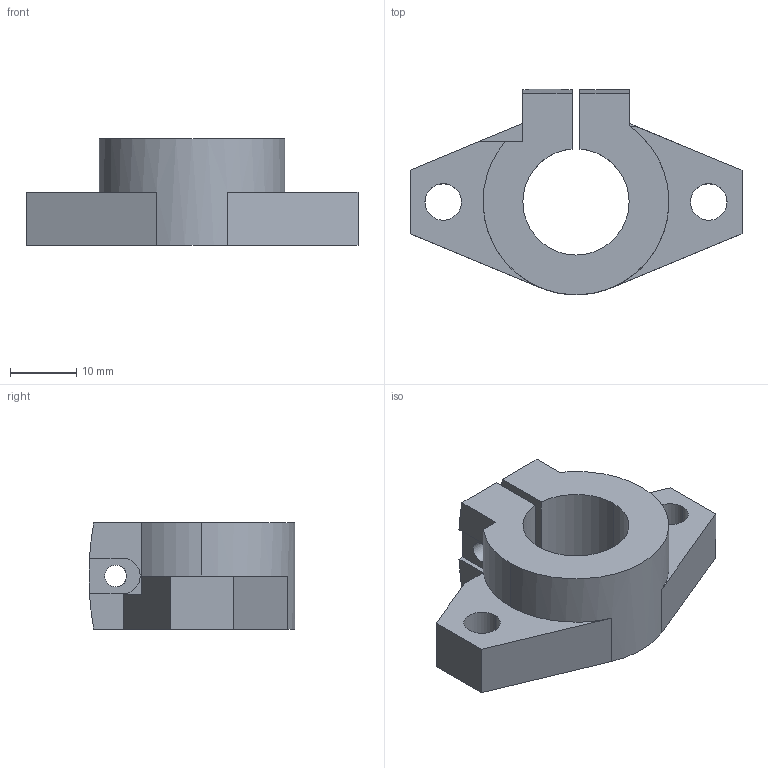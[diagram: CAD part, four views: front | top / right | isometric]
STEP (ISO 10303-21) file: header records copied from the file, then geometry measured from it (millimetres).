
FILE_DESCRIPTION (( 'STEP AP214' ), '1' );
FILE_NAME ('SHF16-Rollco.step', '2024-02-16T11:46:30', ( '' ), ( '' ), 'SwSTEP 2.0', 'SolidWorks 2010', '' );
FILE_SCHEMA (( 'AUTOMOTIVE_DESIGN' ));
Length unit declared in the file: millimetre
Products named in the file (1): SHF16-Rollco
Bounding box: 50 x 30.99 x 16 mm (x, y, z)
Volume: 9781.5 mm3; surface area: 4886.9 mm2
Topology: 1 solids, 1 shells, 36 faces, 105 edges, 70 vertices
Faces by surface type: plane 19, cylinder 17
Entity records: 1261 total; most frequent: CARTESIAN_POINT 220, DIRECTION 216, ORIENTED_EDGE 210, EDGE_CURVE 105, AXIS2_PLACEMENT_3D 76, VERTEX_POINT 70, VECTOR 64, LINE 64
